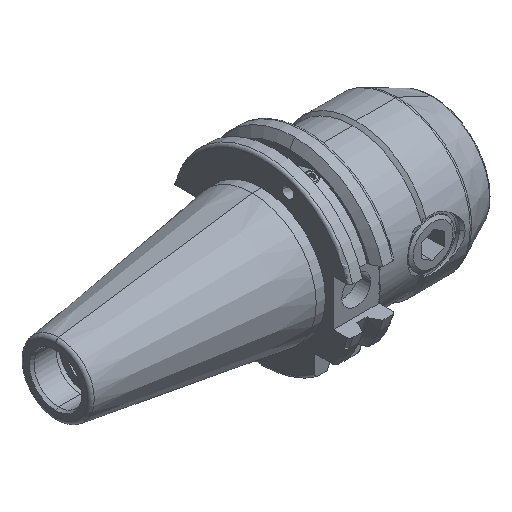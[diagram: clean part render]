
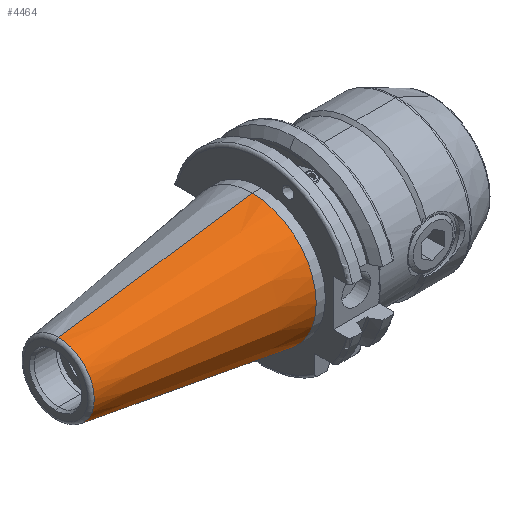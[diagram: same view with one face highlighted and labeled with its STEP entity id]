
A CAD part, isometric view. The second image highlights one B-rep face of the part: STEP entity #4464.
In plain terms, the highlighted conical face has half-angle 8.297 degrees and reference radius 22.225 mm.
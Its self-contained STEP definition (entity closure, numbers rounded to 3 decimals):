
#697 = CARTESIAN_POINT ( 'NONE',  ( 0., 0., -22.225 ) ) ;
#714 = CARTESIAN_POINT ( 'NONE',  ( 0., 0., -22.225 ) ) ;
#720 = LINE ( 'NONE', #697, #730 ) ;
#729 = DIRECTION ( 'NONE',  ( 0.99, 0., -0.144 ) ) ;
#730 = VECTOR ( 'NONE', #729, 1000. ) ;
#867 = AXIS2_PLACEMENT_3D ( 'NONE', #900, #881, #880 ) ;
#868 = DIRECTION ( 'NONE',  ( 0.99, 0., 0.144 ) ) ;
#869 = VECTOR ( 'NONE', #868, 1000. ) ;
#870 = CARTESIAN_POINT ( 'NONE',  ( 0., 0., 22.225 ) ) ;
#877 = CIRCLE ( 'NONE', #867, 22.225 ) ;
#878 = CARTESIAN_POINT ( 'NONE',  ( 0., 0., 22.225 ) ) ;
#880 = DIRECTION ( 'NONE',  ( 0., 0., -1. ) ) ;
#881 = DIRECTION ( 'NONE',  ( -1., 0., 0. ) ) ;
#899 = LINE ( 'NONE', #870, #869 ) ;
#900 = CARTESIAN_POINT ( 'NONE',  ( 0., 0., 0. ) ) ;
#1095 = FACE_OUTER_BOUND ( 'NONE', #4512, .T. ) ;
#1096 = CARTESIAN_POINT ( 'NONE',  ( 0., 0., 0. ) ) ;
#1097 = CONICAL_SURFACE ( 'NONE', #1132, 22.225, 0.145 ) ;
#1130 = DIRECTION ( 'NONE',  ( 0., 0., 1. ) ) ;
#1131 = DIRECTION ( 'NONE',  ( 1., 0., 0. ) ) ;
#1132 = AXIS2_PLACEMENT_3D ( 'NONE', #1096, #1131, #1130 ) ;
#1206 = CARTESIAN_POINT ( 'NONE',  ( -67.373, 0., 12.4 ) ) ;
#1207 = CARTESIAN_POINT ( 'NONE',  ( -67.373, 0., -12.4 ) ) ;
#1208 = DIRECTION ( 'NONE',  ( 0., 0., -1. ) ) ;
#1209 = DIRECTION ( 'NONE',  ( -1., 0., 0. ) ) ;
#1210 = CARTESIAN_POINT ( 'NONE',  ( -67.373, 0., 0. ) ) ;
#1211 = AXIS2_PLACEMENT_3D ( 'NONE', #1210, #1209, #1208 ) ;
#1212 = CIRCLE ( 'NONE', #1211, 12.4 ) ;
#4328 = ORIENTED_EDGE ( 'NONE', *, *, #4329, .T. ) ;
#4329 = EDGE_CURVE ( 'NONE', #4481, #4330, #720, .T. ) ;
#4330 = VERTEX_POINT ( 'NONE', #714 ) ;
#4366 = ORIENTED_EDGE ( 'NONE', *, *, #4367, .F. ) ;
#4367 = EDGE_CURVE ( 'NONE', #4482, #4370, #899, .T. ) ;
#4368 = ORIENTED_EDGE ( 'NONE', *, *, #4369, .T. ) ;
#4369 = EDGE_CURVE ( 'NONE', #4330, #4370, #877, .T. ) ;
#4370 = VERTEX_POINT ( 'NONE', #878 ) ;
#4464 = ADVANCED_FACE ( 'NONE', ( #1095 ), #1097, .T. ) ;
#4480 = EDGE_CURVE ( 'NONE', #4481, #4482, #1212, .T. ) ;
#4481 = VERTEX_POINT ( 'NONE', #1207 ) ;
#4482 = VERTEX_POINT ( 'NONE', #1206 ) ;
#4512 = EDGE_LOOP ( 'NONE', ( #4513, #4328, #4368, #4366 ) ) ;
#4513 = ORIENTED_EDGE ( 'NONE', *, *, #4480, .F. ) ;
